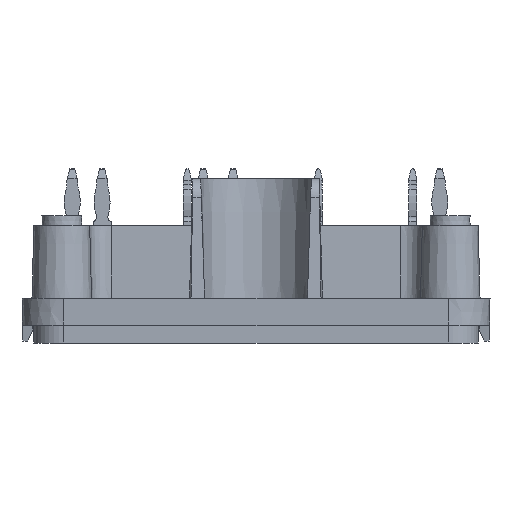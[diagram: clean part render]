
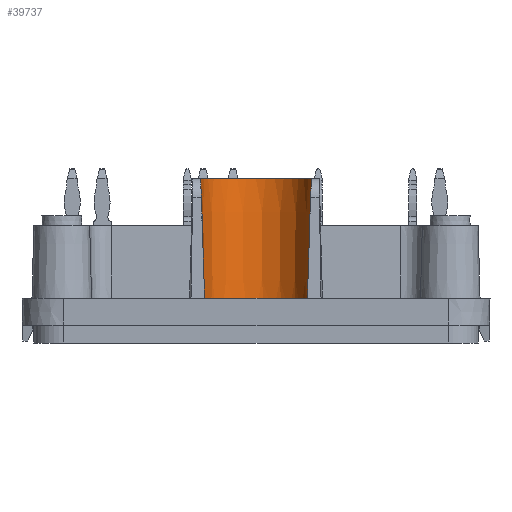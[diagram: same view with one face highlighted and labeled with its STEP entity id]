
A CAD part, left-side view. The second image highlights one B-rep face of the part: STEP entity #39737.
In plain terms, the highlighted conical face has half-angle 1 degrees and reference radius 5.538 mm.
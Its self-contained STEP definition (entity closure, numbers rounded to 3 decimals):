
#127=CONICAL_SURFACE('',#41717,5.538,0.017);
#423=B_SPLINE_CURVE_WITH_KNOTS('',3,(#55605,#55606,#55607,#55608,#55609),
 .UNSPECIFIED.,.F.,.F.,(4,1,4),(0.,0.002,0.003),
 .UNSPECIFIED.);
#424=B_SPLINE_CURVE_WITH_KNOTS('',3,(#55617,#55618,#55619,#55620,#55621),
 .UNSPECIFIED.,.F.,.F.,(4,1,4),(0.,0.002,
0.003),.UNSPECIFIED.);
#494=ELLIPSE('',#41710,126.261,6.231);
#495=ELLIPSE('',#41716,126.261,6.231);
#9252=ORIENTED_EDGE('',*,*,#16052,.F.);
#9253=ORIENTED_EDGE('',*,*,#17045,.T.);
#9254=ORIENTED_EDGE('',*,*,#17043,.T.);
#9255=ORIENTED_EDGE('',*,*,#17041,.T.);
#9256=ORIENTED_EDGE('',*,*,#17039,.T.);
#9257=ORIENTED_EDGE('',*,*,#17037,.T.);
#9258=ORIENTED_EDGE('',*,*,#17028,.T.);
#16052=EDGE_CURVE('',#20403,#20403,#23282,.T.);
#17028=EDGE_CURVE('',#21063,#21062,#23587,.T.);
#17037=EDGE_CURVE('',#21067,#21063,#494,.F.);
#17039=EDGE_CURVE('',#21068,#21067,#423,.T.);
#17041=EDGE_CURVE('',#21069,#21068,#23590,.F.);
#17043=EDGE_CURVE('',#21070,#21069,#424,.T.);
#17045=EDGE_CURVE('',#21062,#21070,#495,.F.);
#20403=VERTEX_POINT('',#52526);
#21062=VERTEX_POINT('',#55578);
#21063=VERTEX_POINT('',#55580);
#21067=VERTEX_POINT('',#55602);
#21068=VERTEX_POINT('',#55610);
#21069=VERTEX_POINT('',#55614);
#21070=VERTEX_POINT('',#55622);
#23282=CIRCLE('',#40986,5.349);
#23587=CIRCLE('',#41701,5.375);
#23590=CIRCLE('',#41713,5.585);
#24733=EDGE_LOOP('',(#9252));
#24734=EDGE_LOOP('',(#9253,#9254,#9255,#9256,#9257,#9258));
#26453=FACE_BOUND('',#24733,.T.);
#26454=FACE_BOUND('',#24734,.T.);
#39737=ADVANCED_FACE('',(#26453,#26454),#127,.F.);
#40986=AXIS2_PLACEMENT_3D('',#52525,#43946,#43947);
#41701=AXIS2_PLACEMENT_3D('',#55579,#45730,#45731);
#41710=AXIS2_PLACEMENT_3D('',#55601,#45752,#45753);
#41713=AXIS2_PLACEMENT_3D('',#55613,#45760,#45761);
#41716=AXIS2_PLACEMENT_3D('',#55625,#45768,#45769);
#41717=AXIS2_PLACEMENT_3D('',#55626,#45770,#45771);
#43946=DIRECTION('',(0.,0.,1.));
#43947=DIRECTION('',(1.,0.,0.));
#45730=DIRECTION('',(0.,0.,1.));
#45731=DIRECTION('',(-1.,0.,0.));
#45752=DIRECTION('',(0.999,0.,-0.052));
#45753=DIRECTION('',(0.052,0.,0.999));
#45760=DIRECTION('',(0.,0.,-1.));
#45761=DIRECTION('',(1.,0.,0.));
#45768=DIRECTION('',(0.999,0.,-0.052));
#45769=DIRECTION('',(0.052,0.,0.999));
#45770=DIRECTION('',(0.,0.,1.));
#45771=DIRECTION('',(-1.,0.,0.));
#52525=CARTESIAN_POINT('',(-46.5,0.,-0.3));
#52526=CARTESIAN_POINT('',(-41.151,0.,-0.3));
#55578=CARTESIAN_POINT('',(-48.,-5.162,1.2));
#55579=CARTESIAN_POINT('',(-46.5,0.,1.2));
#55580=CARTESIAN_POINT('',(-48.,5.162,1.2));
#55601=CARTESIAN_POINT('',(-44.299,0.,71.817));
#55602=CARTESIAN_POINT('',(-47.47,5.466,11.305));
#55605=CARTESIAN_POINT('',(-45.473,5.49,13.2));
#55606=CARTESIAN_POINT('',(-45.977,5.584,13.2));
#55607=CARTESIAN_POINT('',(-46.987,5.597,12.796));
#55608=CARTESIAN_POINT('',(-47.444,5.48,11.816));
#55609=CARTESIAN_POINT('',(-47.47,5.466,11.305));
#55610=CARTESIAN_POINT('',(-45.473,5.49,13.2));
#55613=CARTESIAN_POINT('',(-46.5,0.,13.2));
#55614=CARTESIAN_POINT('',(-45.473,-5.49,13.2));
#55617=CARTESIAN_POINT('',(-47.47,-5.466,11.305));
#55618=CARTESIAN_POINT('',(-47.444,-5.48,11.816));
#55619=CARTESIAN_POINT('',(-46.988,-5.597,12.795));
#55620=CARTESIAN_POINT('',(-45.977,-5.584,13.2));
#55621=CARTESIAN_POINT('',(-45.473,-5.49,13.2));
#55622=CARTESIAN_POINT('',(-47.47,-5.466,11.305));
#55625=CARTESIAN_POINT('',(-44.299,0.,71.817));
#55626=CARTESIAN_POINT('',(-46.5,0.,10.497));
